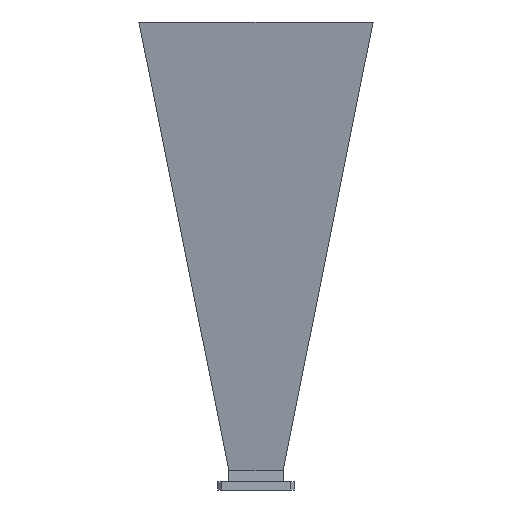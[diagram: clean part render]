
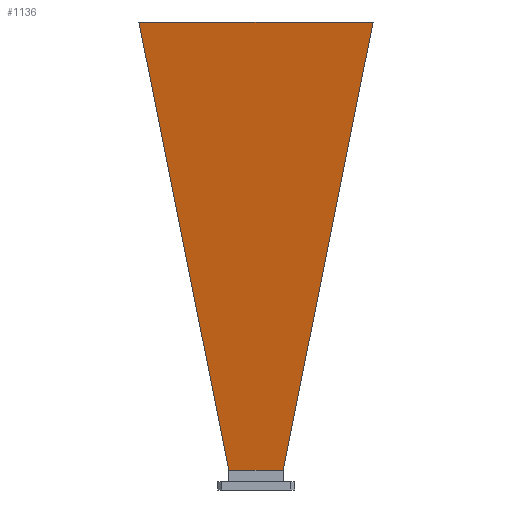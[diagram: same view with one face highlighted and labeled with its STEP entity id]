
A CAD part, left-side view. The second image highlights one B-rep face of the part: STEP entity #1136.
In plain terms, the highlighted planar face has unit normal (-0.987, 0, -0.161).
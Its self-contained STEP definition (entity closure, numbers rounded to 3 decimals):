
#31 = DIRECTION ( 'NONE',  ( 0.158, -0.194, -0.968 ) ) ;
#76 = VERTEX_POINT ( 'NONE', #956 ) ;
#85 = ORIENTED_EDGE ( 'NONE', *, *, #1922, .T. ) ;
#113 = PLANE ( 'NONE',  #390 ) ;
#157 = VERTEX_POINT ( 'NONE', #253 ) ;
#253 = CARTESIAN_POINT ( 'NONE',  ( -10.9, -20.385, 49.756 ) ) ;
#284 = CARTESIAN_POINT ( 'NONE',  ( -10.899, -20.385, 49.756 ) ) ;
#300 = DIRECTION ( 'NONE',  ( 0., 1., 0. ) ) ;
#325 = EDGE_CURVE ( 'NONE', #76, #1732, #1030, .T. ) ;
#390 = AXIS2_PLACEMENT_3D ( 'NONE', #1199, #1050, #1382 ) ;
#413 = FACE_OUTER_BOUND ( 'NONE', #858, .T. ) ;
#451 = ORIENTED_EDGE ( 'NONE', *, *, #865, .T. ) ;
#564 = CARTESIAN_POINT ( 'NONE',  ( -66.075, 0., 387.065 ) ) ;
#731 = VECTOR ( 'NONE', #31, 1000. ) ;
#858 = EDGE_LOOP ( 'NONE', ( #1448, #1148, #451, #85 ) ) ;
#865 = EDGE_CURVE ( 'NONE', #1732, #950, #1083, .T. ) ;
#950 = VERTEX_POINT ( 'NONE', #1229 ) ;
#956 = CARTESIAN_POINT ( 'NONE',  ( -66.075, -88.021, 387.065 ) ) ;
#1030 = LINE ( 'NONE', #564, #1248 ) ;
#1050 = DIRECTION ( 'NONE',  ( -0.987, 0., -0.161 ) ) ;
#1083 = LINE ( 'NONE', #1208, #731 ) ;
#1086 = VECTOR ( 'NONE', #1751, 1000. ) ;
#1136 = ADVANCED_FACE ( 'NONE', ( #413 ), #113, .T. ) ;
#1148 = ORIENTED_EDGE ( 'NONE', *, *, #325, .T. ) ;
#1159 = LINE ( 'NONE', #284, #1086 ) ;
#1166 = VECTOR ( 'NONE', #1279, 1000. ) ;
#1199 = CARTESIAN_POINT ( 'NONE',  ( -38.428, 0., 218.048 ) ) ;
#1208 = CARTESIAN_POINT ( 'NONE',  ( -66.075, 88.021, 387.065 ) ) ;
#1229 = CARTESIAN_POINT ( 'NONE',  ( -10.899, 20.385, 49.756 ) ) ;
#1247 = CARTESIAN_POINT ( 'NONE',  ( -66.075, 88.021, 387.065 ) ) ;
#1248 = VECTOR ( 'NONE', #300, 1000. ) ;
#1279 = DIRECTION ( 'NONE',  ( 0., -1., 0. ) ) ;
#1289 = CARTESIAN_POINT ( 'NONE',  ( -10.899, 0., 49.756 ) ) ;
#1382 = DIRECTION ( 'NONE',  ( -0.161, 0., 0.987 ) ) ;
#1448 = ORIENTED_EDGE ( 'NONE', *, *, #1668, .T. ) ;
#1577 = LINE ( 'NONE', #1289, #1166 ) ;
#1668 = EDGE_CURVE ( 'NONE', #157, #76, #1159, .T. ) ;
#1732 = VERTEX_POINT ( 'NONE', #1247 ) ;
#1751 = DIRECTION ( 'NONE',  ( -0.158, -0.194, 0.968 ) ) ;
#1922 = EDGE_CURVE ( 'NONE', #950, #157, #1577, .T. ) ;
